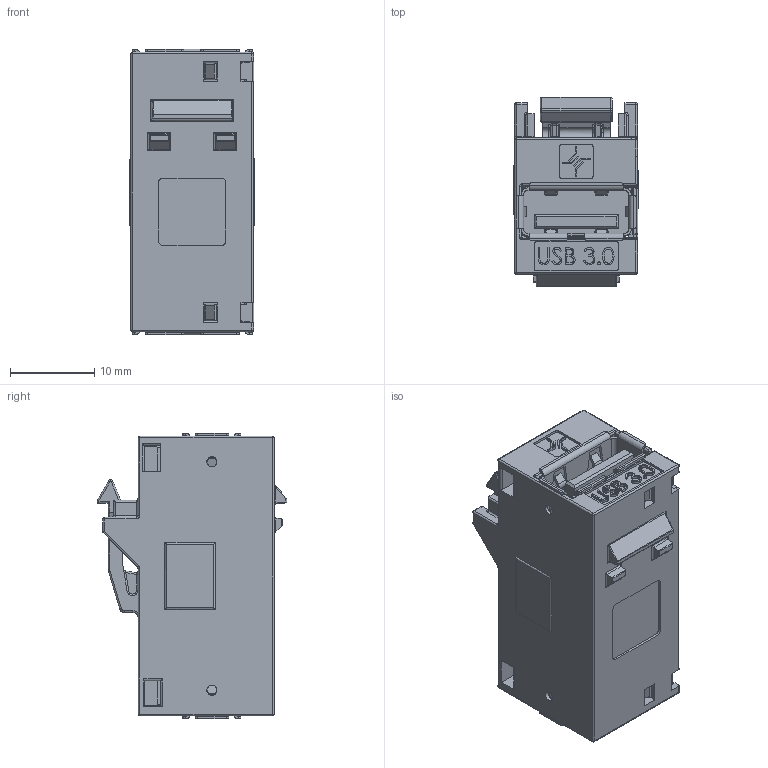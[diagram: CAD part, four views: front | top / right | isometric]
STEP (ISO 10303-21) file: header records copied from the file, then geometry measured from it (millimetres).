
FILE_DESCRIPTION (( 'STEP AP214' ), '1' );
FILE_NAME ('J00029A0108H50.STEP', '2013-11-04T13:34:21', ( 'Wartung' ), ( '' ), 'SwSTEP 2.0', 'SolidWorks 2013', '' );
FILE_SCHEMA (( 'AUTOMOTIVE_DESIGN' ));
Length unit declared in the file: millimetre
Products named in the file (6): b00003A0116; G01001A0010H50_F佱e nicht gebogen; J00000A0095_F佱e nicht gebogen; C06000A0077; B00043A0061_Variante Klick; J00029A0108H50
Assembly tree (6 placements, depth 3):
  J00029A0108H50
    B00043A0061_Variante Klick
    G01001A0010H50_F佱e nicht gebogen
      C06000A0077
      J00000A0095_F佱e nicht gebogen  x2
    b00003A0116
Bounding box: 14.85 x 22.55 x 34 mm (x, y, z)
Volume: 4495.5 mm3; surface area: 10590.2 mm2
Topology: 5 solids, 5 shells, 1783 faces, 4720 edges, 2943 vertices
Faces by surface type: plane 891, cylinder 595, bspline 184, torus 64, sphere 49
Entity records: 53649 total; most frequent: CARTESIAN_POINT 17778, ORIENTED_EDGE 7802, DIRECTION 6771, EDGE_CURVE 3901, VECTOR 2503, LINE 2503, VERTEX_POINT 2451, AXIS2_PLACEMENT_3D 2134
